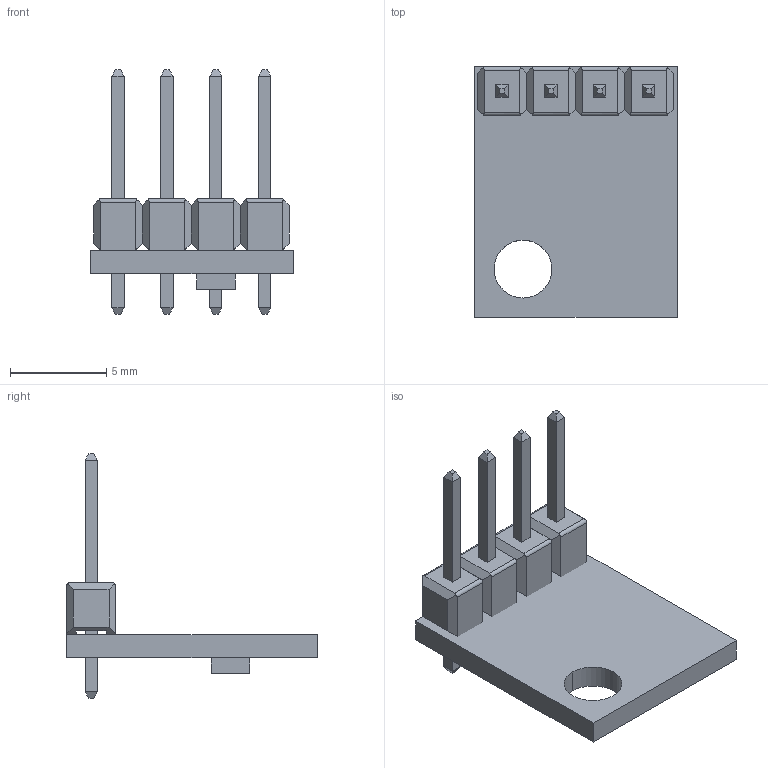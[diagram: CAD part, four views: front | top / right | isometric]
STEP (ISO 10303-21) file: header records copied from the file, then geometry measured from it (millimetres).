
FILE_DESCRIPTION (( 'STEP AP203' ), '1' );
FILE_NAME ('max44009.STEP', '2022-11-22T19:16:29', ( '' ), ( '' ), 'SwSTEP 2.0', 'SolidWorks 2016', '' );
FILE_SCHEMA (( 'CONFIG_CONTROL_DESIGN' ));
Length unit declared in the file: metre
Products named in the file (4): sensor_�� 㬮�砭��; pcb_�� 㬮�砭��; max44009; Pin Header 1x4 TH Pitch 2.54mm_�� 㬮�砭��
Assembly tree (3 placements, depth 2):
  max44009
    Pin Header 1x4 TH Pitch 2.54mm_�� 㬮�砭��
    pcb_�� 㬮�砭��
    sensor_�� 㬮�砭��
Bounding box: 10.5 x 13 x 12.7 mm (x, y, z)
Volume: 158.5 mm3; surface area: 614.3 mm2
Topology: 2 solids, 10 shells, 160 faces, 411 edges, 260 vertices
Faces by surface type: plane 150, cylinder 10
Entity records: 5108 total; most frequent: CARTESIAN_POINT 934, ORIENTED_EDGE 788, DIRECTION 717, EDGE_CURVE 411, VECTOR 375, LINE 375, VERTEX_POINT 260, AXIS2_PLACEMENT_3D 171
